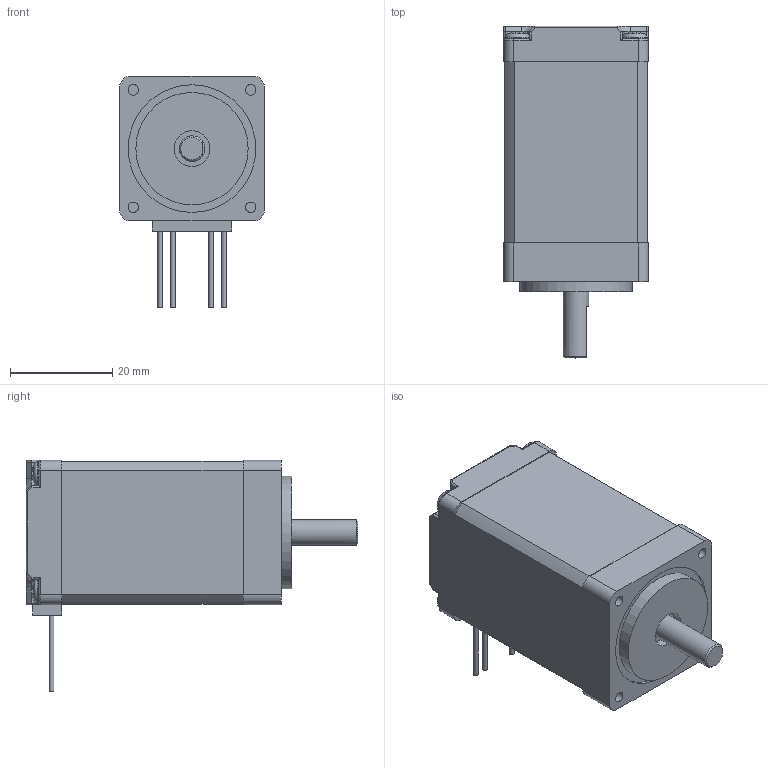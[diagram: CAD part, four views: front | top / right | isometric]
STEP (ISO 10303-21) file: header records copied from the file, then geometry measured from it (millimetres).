
FILE_DESCRIPTION( ( 'Unknown' ), '1' );
FILE_NAME( 'MS225-15AB.stp', 'Unknown', ( 'Unknown' ), ( 'Unknown' ), 'PSStep 17.0.49', 'Unknown', ' ' );
FILE_SCHEMA( ( 'AUTOMOTIVE_DESIGN { 1 0 10303 214 1 1 1 1 }' ) );
Length unit declared in the file: millimetre
Products named in the file (5): Assem1; 步進MS22_上蓋; 步進MS225_定子; Screw_ANSI_B18.6.3_09F_UNF_No3x1_v12.00; 步進MS22_單軸下蓋(四線式)
Assembly tree (7 placements, depth 2):
  Assem1
    步進MS22_上蓋
    步進MS225_定子
    Screw_ANSI_B18.6.3_09F_UNF_No3x1_v12.00  x4
    步進MS22_單軸下蓋(四線式)
Bounding box: 28.3 x 65 x 45.3 mm (x, y, z)
Volume: 37188.2 mm3; surface area: 13286.4 mm2
Topology: 7 solids, 7 shells, 243 faces, 585 edges, 371 vertices
Faces by surface type: plane 115, cylinder 91, cone 21, torus 10, sphere 6
Full cylindrical faces by diameter (mm): 0.9 x4, 2.05 x4, 2.515 x8, 2.7 x4, 5 x1, 7 x1, 7.5 x1, 10 x3, 22 x1, 25 x1
Entity records: 5919 total; most frequent: DIRECTION 837, CARTESIAN_POINT 810, ORIENTED_EDGE 688, EDGE_CURVE 344, AXIS2_PLACEMENT_3D 329, VERTEX_POINT 230, EDGE_LOOP 220, FACE_OUTER_BOUND 186
